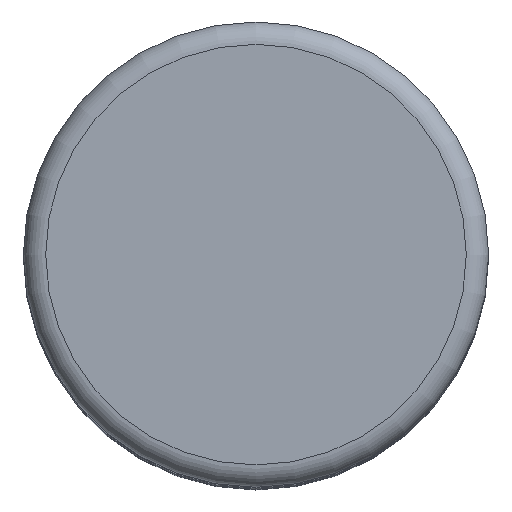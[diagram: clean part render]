
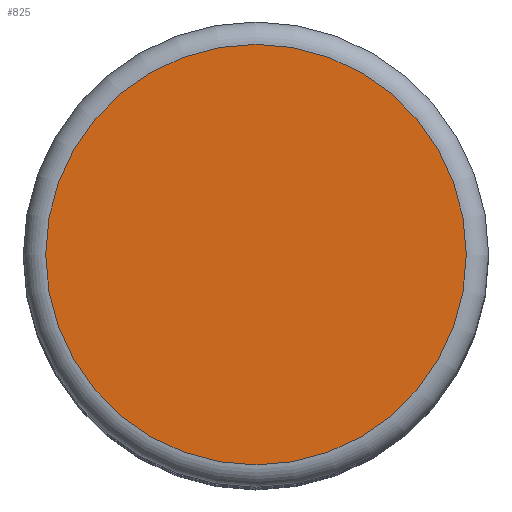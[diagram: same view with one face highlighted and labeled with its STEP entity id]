
A CAD part, top view. The second image highlights one B-rep face of the part: STEP entity #825.
In plain terms, the highlighted planar face has unit normal (0, 0, 1).
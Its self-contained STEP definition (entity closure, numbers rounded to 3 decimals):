
#756 = TOROIDAL_SURFACE('',#757,4.7,0.5);
#757 = AXIS2_PLACEMENT_3D('',#758,#759,#760);
#758 = CARTESIAN_POINT('',(0.,0.,37.596));
#759 = DIRECTION('',(0.,0.,1.));
#760 = DIRECTION('',(1.,0.,0.));
#774 = VERTEX_POINT('',#775);
#775 = CARTESIAN_POINT('',(4.7,0.,38.096));
#799 = EDGE_CURVE('',#774,#774,#800,.T.);
#800 = SURFACE_CURVE('',#801,(#806,#813),.PCURVE_S1.);
#801 = CIRCLE('',#802,4.7);
#802 = AXIS2_PLACEMENT_3D('',#803,#804,#805);
#803 = CARTESIAN_POINT('',(0.,0.,38.096));
#804 = DIRECTION('',(0.,0.,1.));
#805 = DIRECTION('',(1.,0.,0.));
#806 = PCURVE('',#756,#807);
#807 = DEFINITIONAL_REPRESENTATION('',(#808),#812);
#808 = LINE('',#809,#810);
#809 = CARTESIAN_POINT('',(0.,1.571));
#810 = VECTOR('',#811,1.);
#811 = DIRECTION('',(1.,0.));
#812 = ( GEOMETRIC_REPRESENTATION_CONTEXT(2) 
PARAMETRIC_REPRESENTATION_CONTEXT() REPRESENTATION_CONTEXT('2D SPACE',''
  ) );
#813 = PCURVE('',#814,#819);
#814 = PLANE('',#815);
#815 = AXIS2_PLACEMENT_3D('',#816,#817,#818);
#816 = CARTESIAN_POINT('',(0.,0.,38.096));
#817 = DIRECTION('',(0.,0.,1.));
#818 = DIRECTION('',(0.,1.,0.));
#819 = DEFINITIONAL_REPRESENTATION('',(#820),#824);
#820 = CIRCLE('',#821,4.7);
#821 = AXIS2_PLACEMENT_2D('',#822,#823);
#822 = CARTESIAN_POINT('',(0.,0.));
#823 = DIRECTION('',(0.,-1.));
#824 = ( GEOMETRIC_REPRESENTATION_CONTEXT(2) 
PARAMETRIC_REPRESENTATION_CONTEXT() REPRESENTATION_CONTEXT('2D SPACE',''
  ) );
#825 = ADVANCED_FACE('',(#826),#814,.T.);
#826 = FACE_BOUND('',#827,.T.);
#827 = EDGE_LOOP('',(#828));
#828 = ORIENTED_EDGE('',*,*,#799,.T.);
